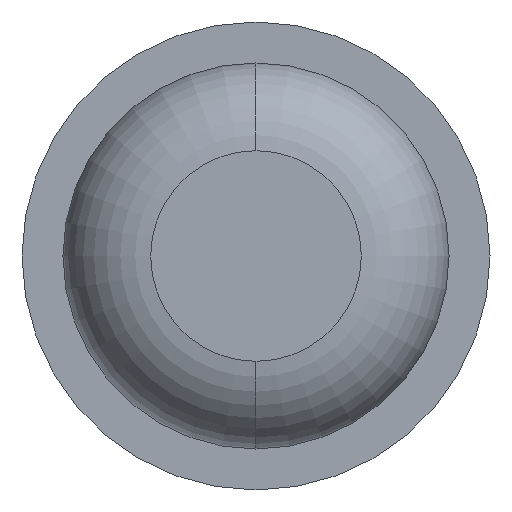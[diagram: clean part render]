
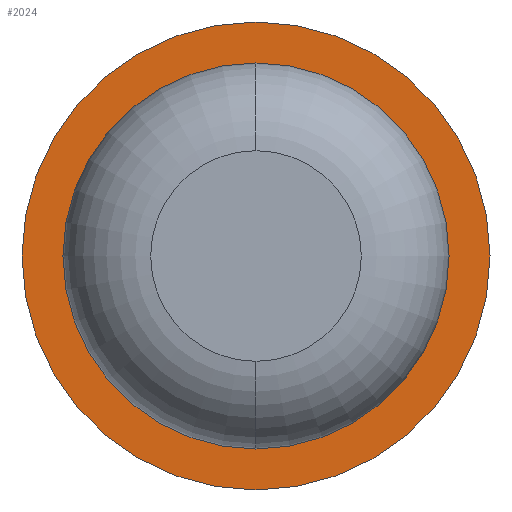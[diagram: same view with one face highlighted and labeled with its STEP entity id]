
A CAD part, front view. The second image highlights one B-rep face of the part: STEP entity #2024.
In plain terms, the highlighted planar face has unit normal (0, -1, 0).
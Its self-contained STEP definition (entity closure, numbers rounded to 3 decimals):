
#168 = VERTEX_POINT ( 'NONE', #3277 ) ;
#378 = AXIS2_PLACEMENT_3D ( 'NONE', #3107, #3082, #3390 ) ;
#463 = DIRECTION ( 'NONE',  ( -1., 0., 0. ) ) ;
#695 = DIRECTION ( 'NONE',  ( -1., 0., 0. ) ) ;
#730 = EDGE_LOOP ( 'NONE', ( #2491, #2473 ) ) ;
#1107 = VERTEX_POINT ( 'NONE', #1367 ) ;
#1124 = AXIS2_PLACEMENT_3D ( 'NONE', #2571, #3205, #463 ) ;
#1367 = CARTESIAN_POINT ( 'NONE',  ( 1., -10., 0. ) ) ;
#1388 = CARTESIAN_POINT ( 'NONE',  ( 0., -10., 0. ) ) ;
#1395 = EDGE_CURVE ( 'Defeature ausgef�hrt1_6+Defeature ausgef�hrt1_7+Defeature ausgef�hrt1_7+Defeature ausgef�hrt1_7', #1801, #1107, #2920, .T. ) ;
#1593 = EDGE_CURVE ( 'Defeature ausgef�hrt1_6+Defeature ausgef�hrt1_7+Defeature ausgef�hrt1_7+Defeature ausgef�hrt1_7', #1107, #1801, #2917, .T. ) ;
#1765 = CIRCLE ( 'NONE', #1124, 0.825 ) ;
#1801 = VERTEX_POINT ( 'NONE', #3897 ) ;
#1885 = ORIENTED_EDGE ( 'NONE', *, *, #1593, .F. ) ;
#1940 = DIRECTION ( 'NONE',  ( 0., 1., 0. ) ) ;
#2024 = ADVANCED_FACE ( 'Defeature ausgef�hrt1_7', ( #2679, #3287 ), #3402, .F. ) ;
#2131 = DIRECTION ( 'NONE',  ( 0., 1., 0. ) ) ;
#2137 = AXIS2_PLACEMENT_3D ( 'NONE', #3104, #1940, #695 ) ;
#2145 = CARTESIAN_POINT ( 'NONE',  ( 0., -10., 0. ) ) ;
#2150 = EDGE_CURVE ( 'Defeature ausgef�hrt1_7+Defeature ausgef�hrt1_1+Defeature ausgef�hrt1_1+Defeature ausgef�hrt1_1', #168, #3346, #1765, .T. ) ;
#2252 = CIRCLE ( 'NONE', #3531, 0.825 ) ;
#2272 = AXIS2_PLACEMENT_3D ( 'NONE', #1388, #3558, #2620 ) ;
#2473 = ORIENTED_EDGE ( 'NONE', *, *, #2150, .T. ) ;
#2491 = ORIENTED_EDGE ( 'NONE', *, *, #3796, .T. ) ;
#2571 = CARTESIAN_POINT ( 'NONE',  ( 0., -10., 0. ) ) ;
#2620 = DIRECTION ( 'NONE',  ( -1., 0., 0. ) ) ;
#2679 = FACE_OUTER_BOUND ( 'NONE', #3387, .T. ) ;
#2771 = CARTESIAN_POINT ( 'NONE',  ( 0., -10., 0.825 ) ) ;
#2917 = CIRCLE ( 'NONE', #2272, 1. ) ;
#2920 = CIRCLE ( 'NONE', #378, 1. ) ;
#3082 = DIRECTION ( 'NONE',  ( 0., 1., 0. ) ) ;
#3104 = CARTESIAN_POINT ( 'NONE',  ( 0.825, -10., 0. ) ) ;
#3107 = CARTESIAN_POINT ( 'NONE',  ( 0., -10., 0. ) ) ;
#3205 = DIRECTION ( 'NONE',  ( 0., 1., 0. ) ) ;
#3277 = CARTESIAN_POINT ( 'NONE',  ( 0., -10., -0.825 ) ) ;
#3287 = FACE_BOUND ( 'NONE', #730, .T. ) ;
#3346 = VERTEX_POINT ( 'NONE', #2771 ) ;
#3356 = DIRECTION ( 'NONE',  ( -1., 0., 0. ) ) ;
#3387 = EDGE_LOOP ( 'NONE', ( #3405, #1885 ) ) ;
#3390 = DIRECTION ( 'NONE',  ( -1., 0., 0. ) ) ;
#3402 = PLANE ( 'NONE',  #2137 ) ;
#3405 = ORIENTED_EDGE ( 'NONE', *, *, #1395, .F. ) ;
#3531 = AXIS2_PLACEMENT_3D ( 'NONE', #2145, #2131, #3356 ) ;
#3558 = DIRECTION ( 'NONE',  ( 0., 1., 0. ) ) ;
#3796 = EDGE_CURVE ( 'Defeature ausgef�hrt1_7+Defeature ausgef�hrt1_1+Defeature ausgef�hrt1_1+Defeature ausgef�hrt1_1', #3346, #168, #2252, .T. ) ;
#3897 = CARTESIAN_POINT ( 'NONE',  ( -1., -10., 0. ) ) ;
